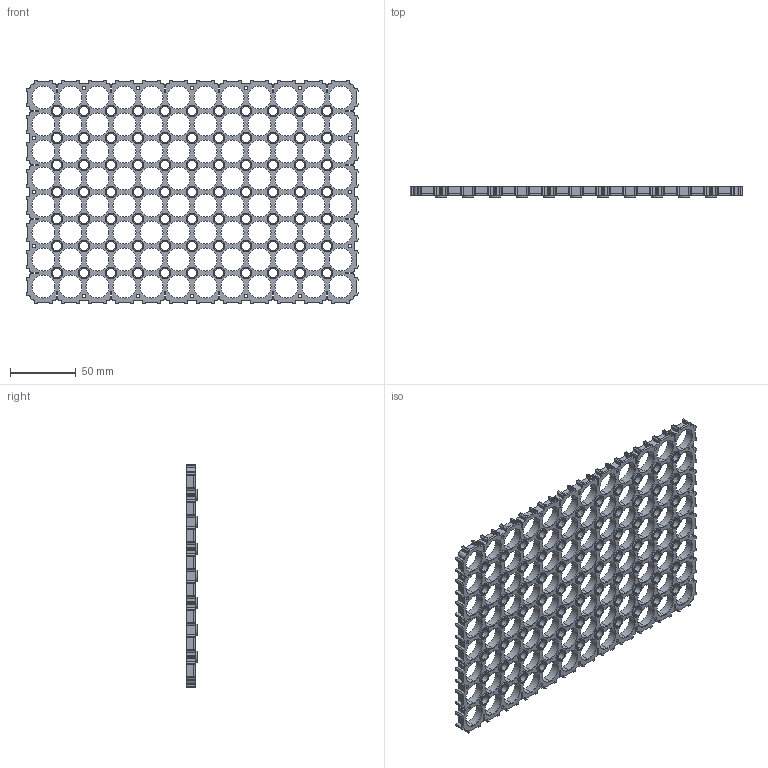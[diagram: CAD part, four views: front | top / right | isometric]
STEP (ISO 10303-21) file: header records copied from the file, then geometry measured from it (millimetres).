
FILE_DESCRIPTION (( 'STEP AP214' ), '1' );
FILE_NAME ('cellMountSingle.STEP', '2016-03-07T18:54:34', ( '' ), ( '' ), 'SwSTEP 2.0', 'SolidWorks 2016', '' );
FILE_SCHEMA (( 'AUTOMOTIVE_DESIGN' ));
Length unit declared in the file: millimetre
Products named in the file (1): cellMountSingle
Bounding box: 252 x 8.5 x 170 mm (x, y, z)
Volume: 83623.4 mm3; surface area: 96145.4 mm2
Topology: 1 solids, 1 shells, 1763 faces, 4514 edges, 2830 vertices
Faces by surface type: cylinder 874, plane 543, torus 346
Entity records: 54562 total; most frequent: DIRECTION 10290, CARTESIAN_POINT 9108, ORIENTED_EDGE 9028, EDGE_CURVE 4514, AXIS2_PLACEMENT_3D 4012, VERTEX_POINT 2830, VECTOR 2266, LINE 2266
